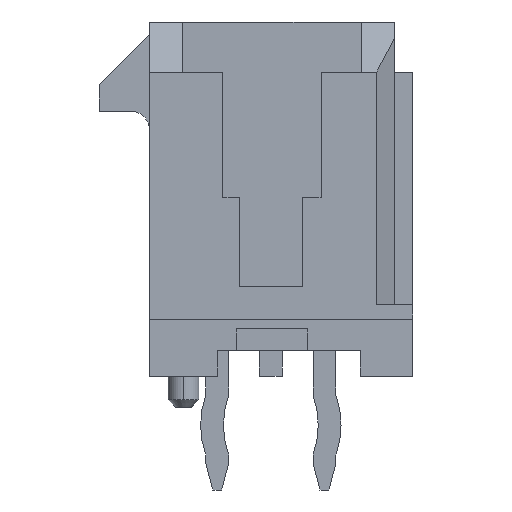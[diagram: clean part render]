
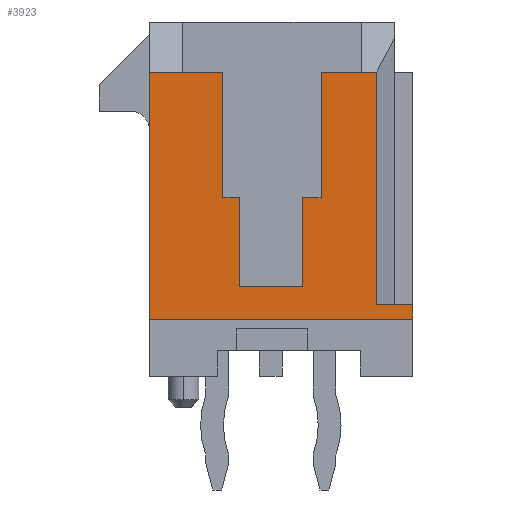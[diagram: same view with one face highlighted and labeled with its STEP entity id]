
A CAD part, left-side view. The second image highlights one B-rep face of the part: STEP entity #3923.
In plain terms, the highlighted planar face has unit normal (-1, 0, 0).
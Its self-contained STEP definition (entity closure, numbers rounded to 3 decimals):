
#3788=CARTESIAN_POINT('',(-9.325,-4.339,8.855));
#3789=DIRECTION('',(1.0,0.0,0.0));
#3790=DIRECTION('',(0.0,0.0,-1.0));
#3791=AXIS2_PLACEMENT_3D('',#3788,#3789,#3790);
#3792=PLANE('',#3791);
#3793=CARTESIAN_POINT('',(-9.325,-1.405,5.01));
#3794=VERTEX_POINT('',#3793);
#3795=CARTESIAN_POINT('',(-9.325,-0.875,5.01));
#3796=VERTEX_POINT('',#3795);
#3797=CARTESIAN_POINT('',(-9.325,-1.405,5.01));
#3798=DIRECTION('',(0.0,1.0,0.0));
#3799=VECTOR('',#3798,0.53);
#3800=LINE('',#3797,#3799);
#3801=EDGE_CURVE('',#3794,#3796,#3800,.T.);
#3802=ORIENTED_EDGE('',*,*,#3801,.T.);
#3803=CARTESIAN_POINT('',(-9.325,-0.875,2.51));
#3804=VERTEX_POINT('',#3803);
#3805=CARTESIAN_POINT('',(-9.325,-0.875,5.01));
#3806=DIRECTION('',(0.0,0.0,-1.0));
#3807=VECTOR('',#3806,2.5);
#3808=LINE('',#3805,#3807);
#3809=EDGE_CURVE('',#3796,#3804,#3808,.T.);
#3810=ORIENTED_EDGE('',*,*,#3809,.T.);
#3811=CARTESIAN_POINT('',(-9.325,0.875,2.51));
#3812=VERTEX_POINT('',#3811);
#3813=CARTESIAN_POINT('',(-9.325,-0.875,2.51));
#3814=DIRECTION('',(0.0,1.0,0.0));
#3815=VECTOR('',#3814,1.75);
#3816=LINE('',#3813,#3815);
#3817=EDGE_CURVE('',#3804,#3812,#3816,.T.);
#3818=ORIENTED_EDGE('',*,*,#3817,.T.);
#3819=CARTESIAN_POINT('',(-9.325,0.875,5.01));
#3820=VERTEX_POINT('',#3819);
#3821=CARTESIAN_POINT('',(-9.325,0.875,2.51));
#3822=DIRECTION('',(0.0,0.0,1.0));
#3823=VECTOR('',#3822,2.5);
#3824=LINE('',#3821,#3823);
#3825=EDGE_CURVE('',#3812,#3820,#3824,.T.);
#3826=ORIENTED_EDGE('',*,*,#3825,.T.);
#3827=CARTESIAN_POINT('',(-9.325,1.345,5.01));
#3828=VERTEX_POINT('',#3827);
#3829=CARTESIAN_POINT('',(-9.325,0.875,5.01));
#3830=DIRECTION('',(0.0,1.0,0.0));
#3831=VECTOR('',#3830,0.47);
#3832=LINE('',#3829,#3831);
#3833=EDGE_CURVE('',#3820,#3828,#3832,.T.);
#3834=ORIENTED_EDGE('',*,*,#3833,.T.);
#3835=CARTESIAN_POINT('',(-9.325,1.345,8.51));
#3836=VERTEX_POINT('',#3835);
#3837=CARTESIAN_POINT('',(-9.325,1.345,8.51));
#3838=DIRECTION('',(0.0,0.0,-1.0));
#3839=VECTOR('',#3838,3.5);
#3840=LINE('',#3837,#3839);
#3841=EDGE_CURVE('',#3836,#3828,#3840,.T.);
#3842=ORIENTED_EDGE('',*,*,#3841,.F.);
#3843=CARTESIAN_POINT('',(-9.325,2.47,8.51));
#3844=VERTEX_POINT('',#3843);
#3845=CARTESIAN_POINT('',(-9.325,1.345,8.51));
#3846=DIRECTION('',(0.0,1.0,0.0));
#3847=VECTOR('',#3846,1.125);
#3848=LINE('',#3845,#3847);
#3849=EDGE_CURVE('',#3836,#3844,#3848,.T.);
#3850=ORIENTED_EDGE('',*,*,#3849,.T.);
#3851=CARTESIAN_POINT('',(-9.325,3.4,8.51));
#3852=VERTEX_POINT('',#3851);
#3853=CARTESIAN_POINT('',(-9.325,3.4,8.51));
#3854=DIRECTION('',(0.0,-1.0,0.0));
#3855=VECTOR('',#3854,0.93);
#3856=LINE('',#3853,#3855);
#3857=EDGE_CURVE('',#3852,#3844,#3856,.T.);
#3858=ORIENTED_EDGE('',*,*,#3857,.F.);
#3859=CARTESIAN_POINT('',(-9.325,3.4,1.6));
#3860=VERTEX_POINT('',#3859);
#3861=CARTESIAN_POINT('',(-9.325,3.4,1.6));
#3862=DIRECTION('',(0.0,0.0,1.0));
#3863=VECTOR('',#3862,6.91);
#3864=LINE('',#3861,#3863);
#3865=EDGE_CURVE('',#3860,#3852,#3864,.T.);
#3866=ORIENTED_EDGE('',*,*,#3865,.F.);
#3867=CARTESIAN_POINT('',(-9.325,-3.97,1.6));
#3868=VERTEX_POINT('',#3867);
#3869=CARTESIAN_POINT('',(-9.325,-3.97,1.6));
#3870=DIRECTION('',(0.0,1.0,0.0));
#3871=VECTOR('',#3870,7.37);
#3872=LINE('',#3869,#3871);
#3873=EDGE_CURVE('',#3868,#3860,#3872,.T.);
#3874=ORIENTED_EDGE('',*,*,#3873,.F.);
#3875=CARTESIAN_POINT('',(-9.325,-3.97,2.0));
#3876=VERTEX_POINT('',#3875);
#3877=CARTESIAN_POINT('',(-9.325,-3.97,2.0));
#3878=DIRECTION('',(0.0,0.0,-1.0));
#3879=VECTOR('',#3878,0.4);
#3880=LINE('',#3877,#3879);
#3881=EDGE_CURVE('',#3876,#3868,#3880,.T.);
#3882=ORIENTED_EDGE('',*,*,#3881,.F.);
#3883=CARTESIAN_POINT('',(-9.325,-2.96,2.0));
#3884=VERTEX_POINT('',#3883);
#3885=CARTESIAN_POINT('',(-9.325,-3.97,2.0));
#3886=DIRECTION('',(0.0,1.0,0.0));
#3887=VECTOR('',#3886,1.01);
#3888=LINE('',#3885,#3887);
#3889=EDGE_CURVE('',#3876,#3884,#3888,.T.);
#3890=ORIENTED_EDGE('',*,*,#3889,.T.);
#3891=CARTESIAN_POINT('',(-9.325,-2.96,8.51));
#3892=VERTEX_POINT('',#3891);
#3893=CARTESIAN_POINT('',(-9.325,-2.96,8.51));
#3894=DIRECTION('',(0.0,0.0,-1.0));
#3895=VECTOR('',#3894,6.51);
#3896=LINE('',#3893,#3895);
#3897=EDGE_CURVE('',#3892,#3884,#3896,.T.);
#3898=ORIENTED_EDGE('',*,*,#3897,.F.);
#3899=CARTESIAN_POINT('',(-9.325,-2.53,8.51));
#3900=VERTEX_POINT('',#3899);
#3901=CARTESIAN_POINT('',(-9.325,-2.53,8.51));
#3902=DIRECTION('',(0.0,-1.0,0.0));
#3903=VECTOR('',#3902,0.43);
#3904=LINE('',#3901,#3903);
#3905=EDGE_CURVE('',#3900,#3892,#3904,.T.);
#3906=ORIENTED_EDGE('',*,*,#3905,.F.);
#3907=CARTESIAN_POINT('',(-9.325,-1.405,8.51));
#3908=VERTEX_POINT('',#3907);
#3909=CARTESIAN_POINT('',(-9.325,-2.53,8.51));
#3910=DIRECTION('',(0.0,1.0,0.0));
#3911=VECTOR('',#3910,1.125);
#3912=LINE('',#3909,#3911);
#3913=EDGE_CURVE('',#3900,#3908,#3912,.T.);
#3914=ORIENTED_EDGE('',*,*,#3913,.T.);
#3915=CARTESIAN_POINT('',(-9.325,-1.405,8.51));
#3916=DIRECTION('',(0.0,0.0,-1.0));
#3917=VECTOR('',#3916,3.5);
#3918=LINE('',#3915,#3917);
#3919=EDGE_CURVE('',#3908,#3794,#3918,.T.);
#3920=ORIENTED_EDGE('',*,*,#3919,.T.);
#3921=EDGE_LOOP('',(#3802,#3810,#3818,#3826,#3834,#3842,#3850,#3858,#3866,#3874,#3882,#3890,#3898,#3906,#3914,#3920));
#3922=FACE_OUTER_BOUND('',#3921,.T.);
#3923=ADVANCED_FACE('',(#3922),#3792,.F.);
